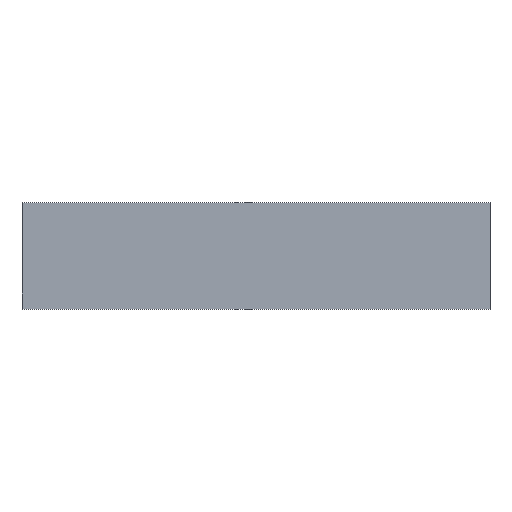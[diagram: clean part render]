
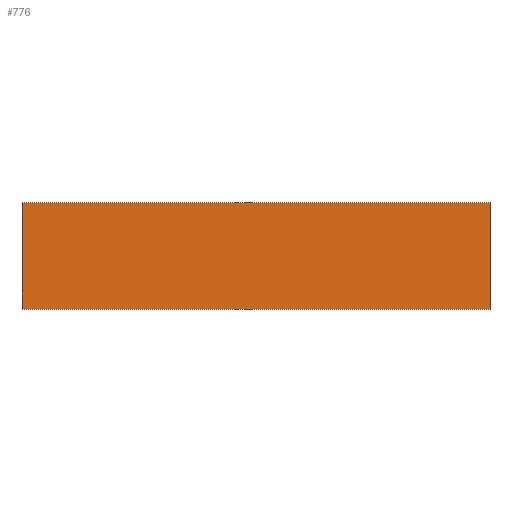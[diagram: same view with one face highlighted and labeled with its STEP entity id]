
A CAD part, top view. The second image highlights one B-rep face of the part: STEP entity #776.
In plain terms, the highlighted planar face has unit normal (0, 0, 1).
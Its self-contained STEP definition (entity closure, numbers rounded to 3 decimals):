
#100=FACE_OUTER_BOUND('',#150,.T.);
#150=EDGE_LOOP('',(#603,#604,#605,#606));
#214=LINE('',#1339,#283);
#215=LINE('',#1341,#284);
#216=LINE('',#1343,#285);
#217=LINE('',#1344,#286);
#283=VECTOR('',#1021,1000.);
#284=VECTOR('',#1022,1000.);
#285=VECTOR('',#1023,1000.);
#286=VECTOR('',#1024,1000.);
#366=VERTEX_POINT('',#1337);
#367=VERTEX_POINT('',#1338);
#368=VERTEX_POINT('',#1340);
#369=VERTEX_POINT('',#1342);
#456=EDGE_CURVE('',#366,#367,#214,.T.);
#457=EDGE_CURVE('',#368,#367,#215,.T.);
#458=EDGE_CURVE('',#369,#368,#216,.T.);
#459=EDGE_CURVE('',#369,#366,#217,.T.);
#603=ORIENTED_EDGE('',*,*,#456,.T.);
#604=ORIENTED_EDGE('',*,*,#457,.F.);
#605=ORIENTED_EDGE('',*,*,#458,.F.);
#606=ORIENTED_EDGE('',*,*,#459,.T.);
#741=PLANE('',#852);
#776=ADVANCED_FACE('',(#100),#741,.F.);
#852=AXIS2_PLACEMENT_3D('',#1336,#1019,#1020);
#1019=DIRECTION('center_axis',(0.,0.,-1.));
#1020=DIRECTION('ref_axis',(0.,1.,0.));
#1021=DIRECTION('',(-1.,0.,0.));
#1022=DIRECTION('',(0.,1.,0.));
#1023=DIRECTION('',(-1.,0.,0.));
#1024=DIRECTION('',(0.,1.,0.));
#1336=CARTESIAN_POINT('Origin',(60.,-6.8,0.));
#1337=CARTESIAN_POINT('',(60.,6.8,0.));
#1338=CARTESIAN_POINT('',(0.,6.8,0.));
#1339=CARTESIAN_POINT('',(60.,6.8,0.));
#1340=CARTESIAN_POINT('',(0.,-6.8,0.));
#1341=CARTESIAN_POINT('',(0.,-6.8,0.));
#1342=CARTESIAN_POINT('',(60.,-6.8,0.));
#1343=CARTESIAN_POINT('',(60.,-6.8,0.));
#1344=CARTESIAN_POINT('',(60.,-6.8,0.));
